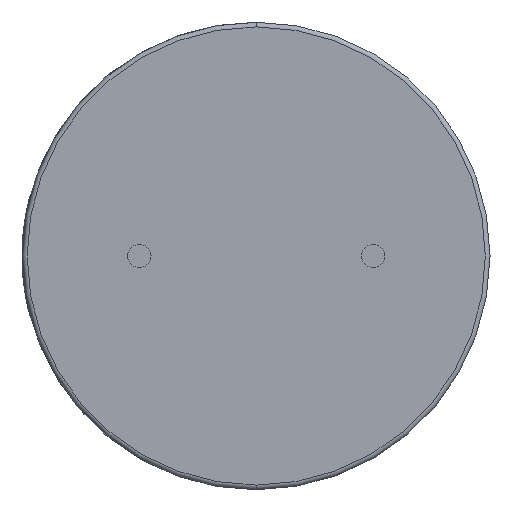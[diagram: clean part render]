
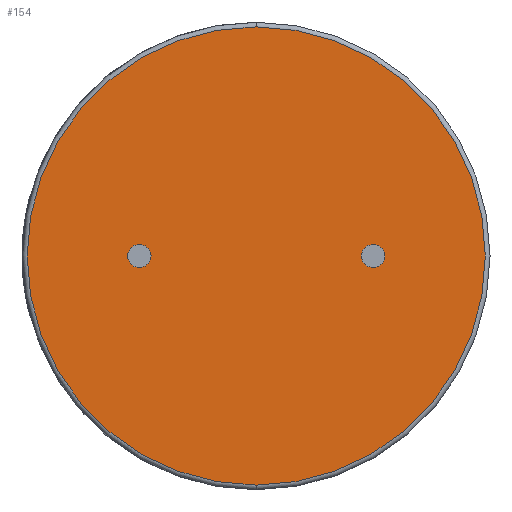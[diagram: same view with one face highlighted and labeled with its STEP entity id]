
A CAD part, front view. The second image highlights one B-rep face of the part: STEP entity #154.
In plain terms, the highlighted planar face has unit normal (0, -1, 0).
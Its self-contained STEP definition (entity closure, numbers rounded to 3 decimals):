
#11 = CARTESIAN_POINT ( 'NONE',  ( -2.5, 0., 0.25 ) ) ;
#30 = DIRECTION ( 'NONE',  ( 0., 0., -1. ) ) ;
#130 = FACE_OUTER_BOUND ( 'NONE', #2968, .T. ) ;
#141 = FACE_BOUND ( 'NONE', #1153, .T. ) ;
#154 = ADVANCED_FACE ( 'NONE', ( #141, #1830, #130 ), #1582, .T. ) ;
#220 = CARTESIAN_POINT ( 'NONE',  ( 0., 0., 4.9 ) ) ;
#432 = DIRECTION ( 'NONE',  ( 0., 0., -1. ) ) ;
#608 = DIRECTION ( 'NONE',  ( 0., -1., 0. ) ) ;
#711 = CARTESIAN_POINT ( 'NONE',  ( 2.5, 0., 0.25 ) ) ;
#722 = AXIS2_PLACEMENT_3D ( 'NONE', #1917, #966, #2915 ) ;
#736 = ORIENTED_EDGE ( 'NONE', *, *, #3063, .F. ) ;
#867 = AXIS2_PLACEMENT_3D ( 'NONE', #1873, #1697, #432 ) ;
#900 = VERTEX_POINT ( 'NONE', #2565 ) ;
#906 = EDGE_CURVE ( 'NONE', #2924, #2790, #1227, .T. ) ;
#966 = DIRECTION ( 'NONE',  ( 0., -1., 0. ) ) ;
#1008 = EDGE_CURVE ( 'NONE', #1825, #900, #1176, .T. ) ;
#1037 = CIRCLE ( 'NONE', #722, 4.9 ) ;
#1120 = AXIS2_PLACEMENT_3D ( 'NONE', #1392, #2628, #2864 ) ;
#1153 = EDGE_LOOP ( 'NONE', ( #2591, #736 ) ) ;
#1176 = CIRCLE ( 'NONE', #3028, 4.9 ) ;
#1227 = CIRCLE ( 'NONE', #1638, 0.25 ) ;
#1392 = CARTESIAN_POINT ( 'NONE',  ( 2.5, 0., 0. ) ) ;
#1401 = ORIENTED_EDGE ( 'NONE', *, *, #1668, .F. ) ;
#1421 = CIRCLE ( 'NONE', #867, 0.25 ) ;
#1501 = ORIENTED_EDGE ( 'NONE', *, *, #2158, .F. ) ;
#1525 = CARTESIAN_POINT ( 'NONE',  ( 2.5, 0., -0.25 ) ) ;
#1582 = PLANE ( 'NONE',  #1634 ) ;
#1588 = DIRECTION ( 'NONE',  ( 0., 0., -1. ) ) ;
#1634 = AXIS2_PLACEMENT_3D ( 'NONE', #2048, #2998, #2777 ) ;
#1638 = AXIS2_PLACEMENT_3D ( 'NONE', #2301, #1907, #2155 ) ;
#1668 = EDGE_CURVE ( 'NONE', #3092, #2873, #1421, .T. ) ;
#1697 = DIRECTION ( 'NONE',  ( 0., -1., 0. ) ) ;
#1825 = VERTEX_POINT ( 'NONE', #220 ) ;
#1830 = FACE_BOUND ( 'NONE', #2144, .T. ) ;
#1873 = CARTESIAN_POINT ( 'NONE',  ( 2.5, 0., 0. ) ) ;
#1907 = DIRECTION ( 'NONE',  ( 0., -1., 0. ) ) ;
#1909 = ORIENTED_EDGE ( 'NONE', *, *, #1008, .T. ) ;
#1917 = CARTESIAN_POINT ( 'NONE',  ( 0., 0., 0. ) ) ;
#2048 = CARTESIAN_POINT ( 'NONE',  ( 5., 0., 0. ) ) ;
#2084 = CIRCLE ( 'NONE', #3078, 0.25 ) ;
#2144 = EDGE_LOOP ( 'NONE', ( #1501, #1401 ) ) ;
#2155 = DIRECTION ( 'NONE',  ( 0., 0., -1. ) ) ;
#2158 = EDGE_CURVE ( 'NONE', #2873, #3092, #2471, .T. ) ;
#2301 = CARTESIAN_POINT ( 'NONE',  ( -2.5, 0., 0. ) ) ;
#2306 = CARTESIAN_POINT ( 'NONE',  ( -2.5, 0., -0.25 ) ) ;
#2354 = ORIENTED_EDGE ( 'NONE', *, *, #3000, .T. ) ;
#2379 = DIRECTION ( 'NONE',  ( 0., -1., 0. ) ) ;
#2471 = CIRCLE ( 'NONE', #1120, 0.25 ) ;
#2565 = CARTESIAN_POINT ( 'NONE',  ( 0., 0., -4.9 ) ) ;
#2591 = ORIENTED_EDGE ( 'NONE', *, *, #906, .F. ) ;
#2628 = DIRECTION ( 'NONE',  ( 0., -1., 0. ) ) ;
#2647 = CARTESIAN_POINT ( 'NONE',  ( -2.5, 0., 0. ) ) ;
#2768 = CARTESIAN_POINT ( 'NONE',  ( 0., 0., 0. ) ) ;
#2777 = DIRECTION ( 'NONE',  ( 0., 0., -1. ) ) ;
#2790 = VERTEX_POINT ( 'NONE', #2306 ) ;
#2864 = DIRECTION ( 'NONE',  ( 0., 0., -1. ) ) ;
#2873 = VERTEX_POINT ( 'NONE', #711 ) ;
#2915 = DIRECTION ( 'NONE',  ( 0., 0., -1. ) ) ;
#2924 = VERTEX_POINT ( 'NONE', #11 ) ;
#2968 = EDGE_LOOP ( 'NONE', ( #2354, #1909 ) ) ;
#2998 = DIRECTION ( 'NONE',  ( 0., -1., 0. ) ) ;
#3000 = EDGE_CURVE ( 'NONE', #900, #1825, #1037, .T. ) ;
#3028 = AXIS2_PLACEMENT_3D ( 'NONE', #2768, #608, #1588 ) ;
#3063 = EDGE_CURVE ( 'NONE', #2790, #2924, #2084, .T. ) ;
#3078 = AXIS2_PLACEMENT_3D ( 'NONE', #2647, #2379, #30 ) ;
#3092 = VERTEX_POINT ( 'NONE', #1525 ) ;
